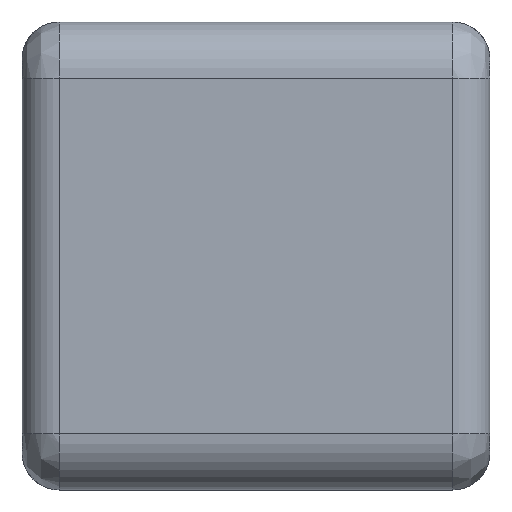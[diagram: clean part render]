
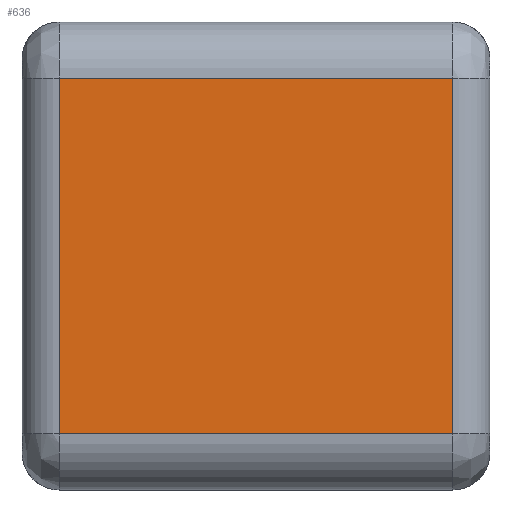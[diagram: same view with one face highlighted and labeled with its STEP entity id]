
A CAD part, left-side view. The second image highlights one B-rep face of the part: STEP entity #636.
In plain terms, the highlighted planar face has unit normal (-1, 0, 0).
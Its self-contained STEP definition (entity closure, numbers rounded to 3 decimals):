
#568=PLANE('',#1673);
#636=ADVANCED_FACE('',(#746),#568,.F.);
#746=FACE_OUTER_BOUND('',#816,.T.);
#816=EDGE_LOOP('',(#1192,#1193,#1194,#1195));
#916=LINE('',#2563,#960);
#917=LINE('',#2565,#961);
#918=LINE('',#2567,#962);
#919=LINE('',#2569,#963);
#960=VECTOR('',#1865,1.);
#961=VECTOR('',#1868,1.);
#962=VECTOR('',#1871,1.);
#963=VECTOR('',#1874,1.);
#1192=ORIENTED_EDGE('',*,*,#1502,.T.);
#1193=ORIENTED_EDGE('',*,*,#1500,.T.);
#1194=ORIENTED_EDGE('',*,*,#1503,.F.);
#1195=ORIENTED_EDGE('',*,*,#1501,.T.);
#1355=VERTEX_POINT('',#2468);
#1360=VERTEX_POINT('',#2499);
#1361=VERTEX_POINT('',#2520);
#1364=VERTEX_POINT('',#2545);
#1500=EDGE_CURVE('',#1364,#1361,#916,.T.);
#1501=EDGE_CURVE('',#1360,#1355,#917,.T.);
#1502=EDGE_CURVE('',#1355,#1364,#918,.T.);
#1503=EDGE_CURVE('',#1360,#1361,#919,.T.);
#1673=AXIS2_PLACEMENT_3D('',#2571,#1877,#1878);
#1865=DIRECTION('',(0.,0.,1.));
#1868=DIRECTION('',(0.,0.,-1.));
#1871=DIRECTION('',(0.,-1.,0.));
#1874=DIRECTION('',(0.,-1.,0.));
#1877=DIRECTION('',(1.,0.,0.));
#1878=DIRECTION('',(0.,0.,1.));
#2468=CARTESIAN_POINT('',(-1.,1.17,-0.475));
#2499=CARTESIAN_POINT('',(-1.,1.17,0.475));
#2520=CARTESIAN_POINT('',(-1.,0.12,0.475));
#2545=CARTESIAN_POINT('',(-1.,0.12,-0.475));
#2563=CARTESIAN_POINT('',(-1.,0.12,0.475));
#2565=CARTESIAN_POINT('',(-1.,1.17,-0.475));
#2567=CARTESIAN_POINT('',(-1.,1.27,-0.475));
#2569=CARTESIAN_POINT('',(-1.,1.27,0.475));
#2571=CARTESIAN_POINT('',(-1.,1.27,0.475));
